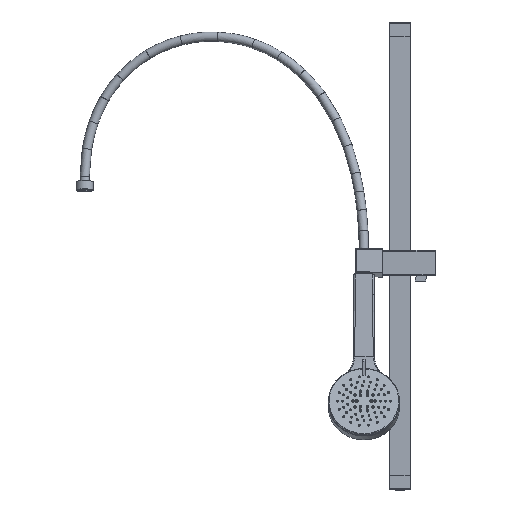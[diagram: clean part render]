
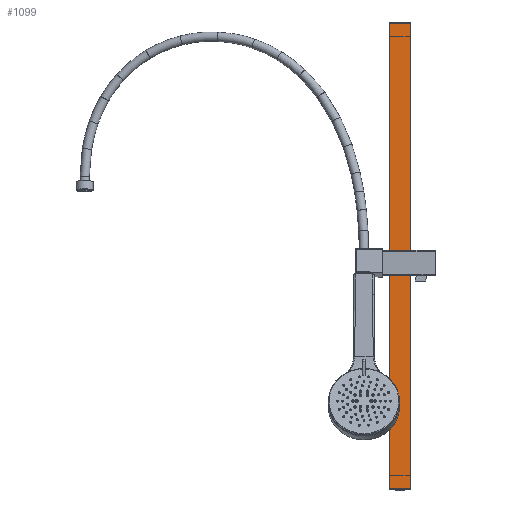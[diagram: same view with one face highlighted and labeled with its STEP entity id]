
A CAD part, front view. The second image highlights one B-rep face of the part: STEP entity #1099.
In plain terms, the highlighted planar face has unit normal (0, -1, 0).
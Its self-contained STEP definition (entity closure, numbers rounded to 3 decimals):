
#1099=ADVANCED_FACE('',(#2801),#1797,.T.);
#1797=PLANE('',#10322);
#2801=FACE_OUTER_BOUND('',#3336,.T.);
#3336=EDGE_LOOP('',(#4616,#4617,#4618,#4619));
#4616=ORIENTED_EDGE('',*,*,#7903,.T.);
#4617=ORIENTED_EDGE('',*,*,#7879,.T.);
#4618=ORIENTED_EDGE('',*,*,#7904,.F.);
#4619=ORIENTED_EDGE('',*,*,#7888,.T.);
#6917=VERTEX_POINT('',#14614);
#6918=VERTEX_POINT('',#14616);
#6924=VERTEX_POINT('',#14629);
#6926=VERTEX_POINT('',#14633);
#7879=EDGE_CURVE('',#6918,#6917,#9095,.T.);
#7888=EDGE_CURVE('',#6924,#6926,#9104,.T.);
#7903=EDGE_CURVE('',#6926,#6918,#9119,.T.);
#7904=EDGE_CURVE('',#6924,#6917,#9120,.T.);
#9095=LINE('',#14615,#9717);
#9104=LINE('',#14634,#9726);
#9119=LINE('',#14663,#9741);
#9120=LINE('',#14665,#9742);
#9717=VECTOR('',#11635,1.);
#9726=VECTOR('',#11646,1.);
#9741=VECTOR('',#11665,1.);
#9742=VECTOR('',#11668,1.);
#10322=AXIS2_PLACEMENT_3D('',#14666,#11669,#11670);
#11635=DIRECTION('',(1.,0.,0.));
#11646=DIRECTION('',(-1.,0.,0.));
#11665=DIRECTION('',(0.,0.,-1.));
#11668=DIRECTION('',(0.,0.,-1.));
#11669=DIRECTION('',(0.,-1.,0.));
#11670=DIRECTION('',(0.,0.,-1.));
#14614=CARTESIAN_POINT('',(41.28,-6.767,-650.));
#14615=CARTESIAN_POINT('',(26.28,-6.767,-650.));
#14616=CARTESIAN_POINT('',(11.28,-6.767,-650.));
#14629=CARTESIAN_POINT('',(41.28,-6.767,2.));
#14633=CARTESIAN_POINT('',(11.28,-6.767,2.));
#14634=CARTESIAN_POINT('',(26.28,-6.767,2.));
#14663=CARTESIAN_POINT('',(11.28,-6.767,0.));
#14665=CARTESIAN_POINT('',(41.28,-6.767,0.));
#14666=CARTESIAN_POINT('',(26.28,-6.767,0.));
